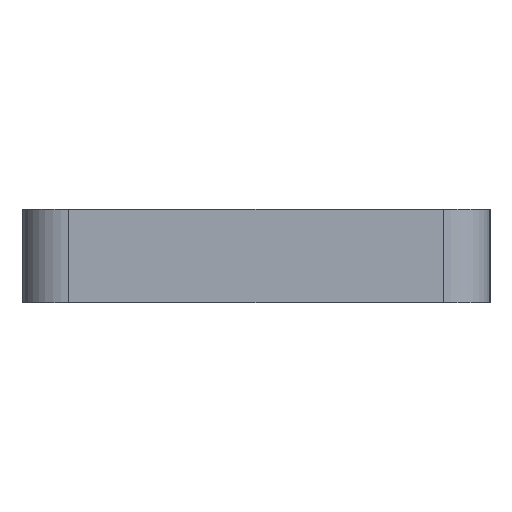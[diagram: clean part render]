
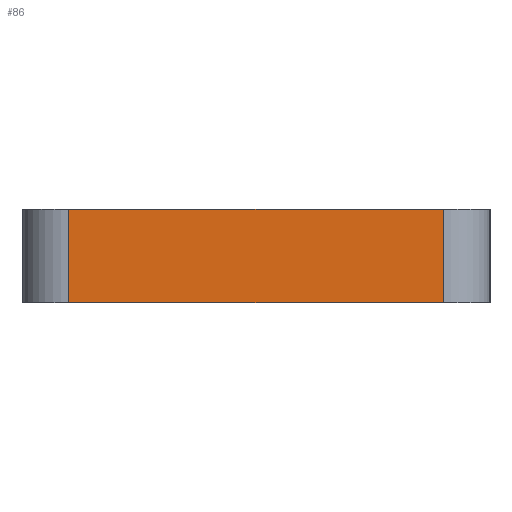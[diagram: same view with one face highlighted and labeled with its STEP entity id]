
A CAD part, left-side view. The second image highlights one B-rep face of the part: STEP entity #86.
In plain terms, the highlighted planar face has unit normal (-1, 0, 0).
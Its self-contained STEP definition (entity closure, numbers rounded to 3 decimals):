
#86=ADVANCED_FACE('CORPS PRINCIPAL',(#117),#107,.F.);
#107=PLANE('',#432);
#117=FACE_OUTER_BOUND('',#133,.T.);
#133=EDGE_LOOP('',(#170,#171,#172,#173));
#170=ORIENTED_EDGE('',*,*,#316,.F.);
#171=ORIENTED_EDGE('',*,*,#317,.T.);
#172=ORIENTED_EDGE('',*,*,#318,.T.);
#173=ORIENTED_EDGE('',*,*,#319,.T.);
#278=VERTEX_POINT('',#605);
#279=VERTEX_POINT('',#606);
#280=VERTEX_POINT('',#608);
#281=VERTEX_POINT('',#610);
#316=EDGE_CURVE('LINE',#278,#279,#370,.T.);
#317=EDGE_CURVE('',#278,#280,#371,.T.);
#318=EDGE_CURVE('LINE',#280,#281,#372,.T.);
#319=EDGE_CURVE('',#281,#279,#373,.T.);
#370=LINE('',#604,#402);
#371=LINE('',#607,#403);
#372=LINE('',#609,#404);
#373=LINE('',#611,#405);
#402=VECTOR('',#482,1.);
#403=VECTOR('',#483,1.);
#404=VECTOR('',#484,1.);
#405=VECTOR('',#485,1.);
#432=AXIS2_PLACEMENT_3D('',#612,#486,#487);
#482=DIRECTION('',(0.,1.,0.));
#483=DIRECTION('',(0.,0.,1.));
#484=DIRECTION('',(0.,1.,0.));
#485=DIRECTION('',(0.,0.,-1.));
#486=DIRECTION('',(1.,0.,0.));
#487=DIRECTION('',(0.,1.,0.));
#604=CARTESIAN_POINT('',(181.822,-77.4,-180.));
#605=CARTESIAN_POINT('',(181.822,-97.4,-180.));
#606=CARTESIAN_POINT('',(181.822,-57.4,-180.));
#607=CARTESIAN_POINT('',(181.822,-97.4,-170.));
#608=CARTESIAN_POINT('',(181.822,-97.4,-170.));
#609=CARTESIAN_POINT('',(181.822,-77.4,-170.));
#610=CARTESIAN_POINT('',(181.822,-57.4,-170.));
#611=CARTESIAN_POINT('',(181.822,-57.4,-170.));
#612=CARTESIAN_POINT('',(181.822,-57.4,-170.));
